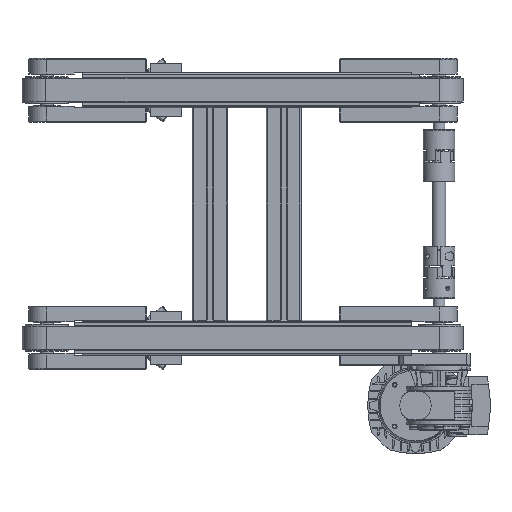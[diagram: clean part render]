
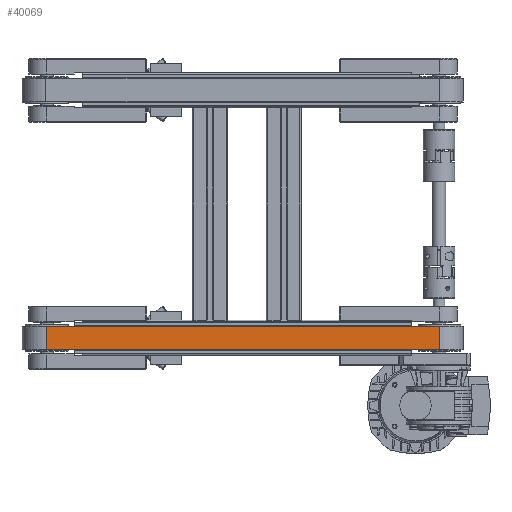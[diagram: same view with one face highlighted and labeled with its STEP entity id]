
A CAD part, top view. The second image highlights one B-rep face of the part: STEP entity #40069.
In plain terms, the highlighted face is planar.
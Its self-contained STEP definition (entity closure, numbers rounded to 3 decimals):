
#6593=FACE_OUTER_BOUND($,#9255,.T.);
#9255=EDGE_LOOP($,(#31964,#31965,#31966,#31967));
#12511=LINE($,#64704,#15401);
#12515=LINE($,#64715,#15405);
#12516=LINE($,#64718,#15406);
#12517=LINE($,#64719,#15407);
#15401=VECTOR($,#51852,30.);
#15405=VECTOR($,#51862,30.);
#15406=VECTOR($,#51867,500.);
#15407=VECTOR($,#51868,500.);
#18463=VERTEX_POINT($,#64697);
#18466=VERTEX_POINT($,#64702);
#18469=VERTEX_POINT($,#64712);
#18470=VERTEX_POINT($,#64714);
#23252=EDGE_CURVE($,#18466,#18463,#12511,.T.);
#23257=EDGE_CURVE($,#18470,#18469,#12515,.T.);
#23259=EDGE_CURVE($,#18469,#18463,#12516,.T.);
#23260=EDGE_CURVE($,#18466,#18470,#12517,.T.);
#31964=ORIENTED_EDGE($,*,*,#23259,.T.);
#31965=ORIENTED_EDGE($,*,*,#23252,.F.);
#31966=ORIENTED_EDGE($,*,*,#23260,.T.);
#31967=ORIENTED_EDGE($,*,*,#23257,.T.);
#38432=PLANE($,#43519);
#40069=ADVANCED_FACE($,(#6593),#38432,.T.);
#43519=AXIS2_PLACEMENT_3D($,#64717,#51865,#51866);
#51852=DIRECTION($,(0.,0.,1.));
#51862=DIRECTION($,(0.,0.,1.));
#51865=DIRECTION('center_axis',(0.,-1.,0.));
#51866=DIRECTION('ref_axis',(0.,0.,-1.));
#51867=DIRECTION($,(-1.,0.,0.));
#51868=DIRECTION($,(1.,0.,0.));
#64697=CARTESIAN_POINT('',(0.,-30.5,30.));
#64702=CARTESIAN_POINT('',(0.,-30.5,0.));
#64704=CARTESIAN_POINT($,(0.,-30.5,0.));
#64712=CARTESIAN_POINT('',(500.,-30.5,30.));
#64714=CARTESIAN_POINT('',(500.,-30.5,0.));
#64715=CARTESIAN_POINT($,(500.,-30.5,0.));
#64717=CARTESIAN_POINT('Origin',(500.,-30.5,0.));
#64718=CARTESIAN_POINT($,(0.,-30.5,30.));
#64719=CARTESIAN_POINT($,(0.,-30.5,0.));
